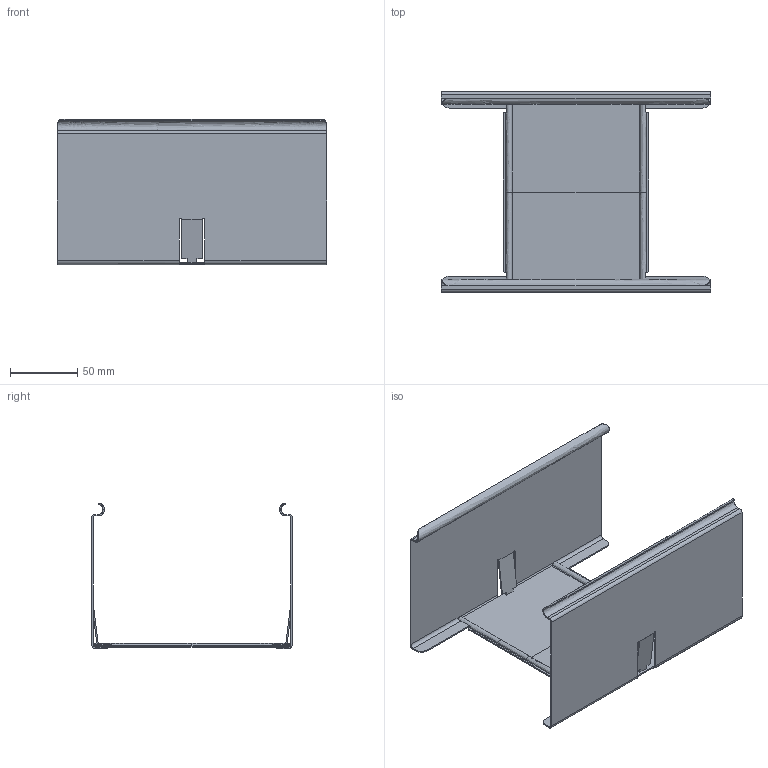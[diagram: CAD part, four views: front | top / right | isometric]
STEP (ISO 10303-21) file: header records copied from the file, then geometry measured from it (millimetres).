
FILE_DESCRIPTION(/* description */ (''),/* implementation_level */ '2;1');
FILE_NAME(/* name */ '6069114',/* time_stamp */ '2014-04-28T11:24:39+02:00',/* author */ (''),/* organization */ (''),/* preprocessor_version */ 'ST-DEVELOPER v15',/* originating_system */ '',/* authorisation */ '');
FILE_SCHEMA (('AUTOMOTIVE_DESIGN'));
Length unit declared in the file: millimetre
Products named in the file (2): Document; Block 02
Assembly tree (1 placements, depth 2):
  Document
    Block 02
Bounding box: 200 x 149 x 108.2 mm (x, y, z)
Volume: 65886.6 mm3; surface area: 133833.9 mm2
Topology: 3 solids, 3 shells, 186 faces, 460 edges, 276 vertices
Faces by surface type: plane 102, bspline 84
Entity records: 6489 total; most frequent: CARTESIAN_POINT 3595, ORIENTED_EDGE 920, EDGE_CURVE 460, B_SPLINE_CURVE_WITH_KNOTS 293, VERTEX_POINT 276, ADVANCED_FACE 186, FACE_OUTER_BOUND 186, EDGE_LOOP 186
